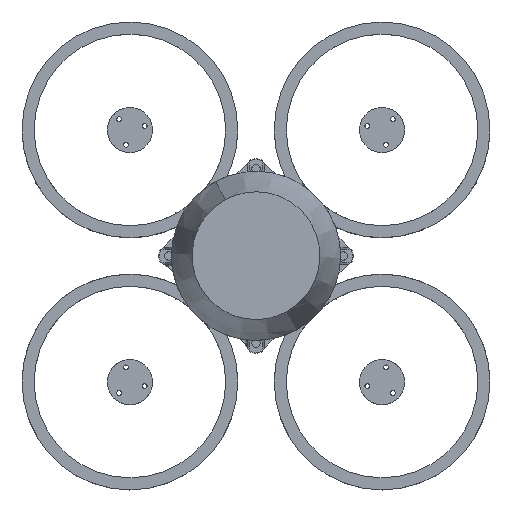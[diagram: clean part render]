
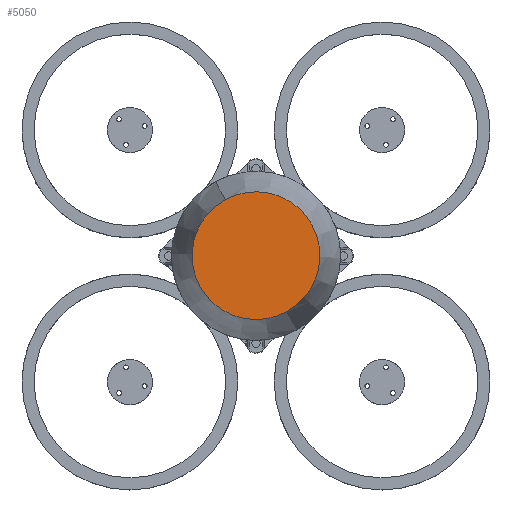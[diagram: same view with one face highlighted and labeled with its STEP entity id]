
A CAD part, top view. The second image highlights one B-rep face of the part: STEP entity #5050.
In plain terms, the highlighted planar face has unit normal (0, 0, 1).
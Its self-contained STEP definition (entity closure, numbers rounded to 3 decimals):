
#5007=CARTESIAN_POINT('Vertex',(-6.316,11.562,23.)) ;
#5010=CARTESIAN_POINT('Axis2P3D Location',(0.,0.,23.)) ;
#5014=CARTESIAN_POINT('Vertex',(6.316,-11.562,23.)) ;
#5029=CARTESIAN_POINT('Axis2P3D Location',(0.,0.,23.)) ;
#5041=CARTESIAN_POINT('Axis2P3D Location',(0.,13.175,23.)) ;
#5011=DIRECTION('Axis2P3D Direction',(0.,0.,-1.)) ;
#5030=DIRECTION('Axis2P3D Direction',(0.,0.,-1.)) ;
#5042=DIRECTION('Axis2P3D Direction',(0.,0.,1.)) ;
#5043=DIRECTION('Axis2P3D XDirection',(1.,0.,0.)) ;
#5012=AXIS2_PLACEMENT_3D('Circle Axis2P3D',#5010,#5011,$) ;
#5031=AXIS2_PLACEMENT_3D('Circle Axis2P3D',#5029,#5030,$) ;
#5044=AXIS2_PLACEMENT_3D('Plane Axis2P3D',#5041,#5042,#5043) ;
#5047=ORIENTED_EDGE('',*,*,#5016,.T.) ;
#5048=ORIENTED_EDGE('',*,*,#5033,.T.) ;
#5050=ADVANCED_FACE('PartBody',(#5049),#5045,.T.) ;
#5013=CIRCLE('generated circle',#5012,13.175) ;
#5032=CIRCLE('generated circle',#5031,13.175) ;
#5016=EDGE_CURVE('',#5015,#5008,#5013,.F.) ;
#5033=EDGE_CURVE('',#5008,#5015,#5032,.F.) ;
#5046=EDGE_LOOP('',(#5047,#5048)) ;
#5049=FACE_OUTER_BOUND('',#5046,.T.) ;
#5045=PLANE('',#5044) ;
#5008=VERTEX_POINT('',#5007) ;
#5015=VERTEX_POINT('',#5014) ;
